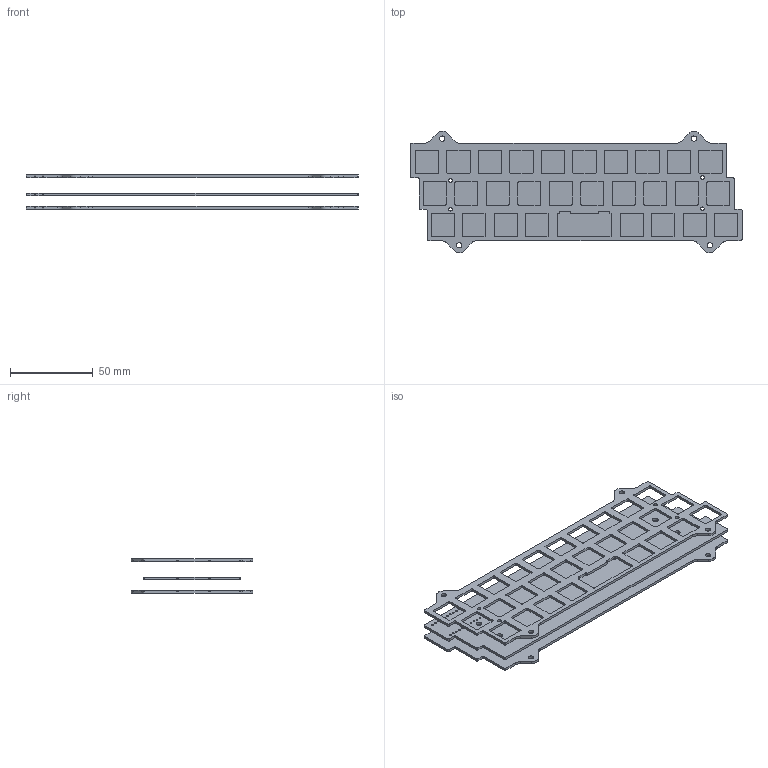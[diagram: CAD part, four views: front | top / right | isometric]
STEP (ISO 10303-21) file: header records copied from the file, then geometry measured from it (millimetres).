
FILE_DESCRIPTION(/* description */ (''),/* implementation_level */ '2;1');
FILE_NAME(/* name */ '7461c48e-2a73-4b48-ba6a-5c56bbd66ee3.stp',/* time_stamp */ '2020-11-05T03:47:52+00:00',/* author */ (''),/* organization */ (''),/* preprocessor_version */ 'ST-DEVELOPER v18.1',/* originating_system */ 'Autodesk Translation Framework v9.3.0.1241',/* authorisation */ '');
FILE_SCHEMA (('AUTOMOTIVE_DESIGN { 1 0 10303 214 3 1 1 }'));
Length unit declared in the file: millimetre
Products named in the file (1): omega_skeleton_case
Bounding box: 200.79 x 73.38 x 20.6 mm (x, y, z)
Volume: 45173 mm3; surface area: 62059.4 mm2
Topology: 3 solids, 3 shells, 414 faces, 1224 edges, 816 vertices
Faces by surface type: cylinder 224, plane 190
Full cylindrical faces by diameter (mm): 1.1 x24, 2.2 x8, 3.2 x8, 3.5 x4
Entity records: 14288 total; most frequent: DIRECTION 2502, CARTESIAN_POINT 2455, ORIENTED_EDGE 2448, EDGE_CURVE 1224, AXIS2_PLACEMENT_3D 863, VERTEX_POINT 816, LINE 776, VECTOR 776
